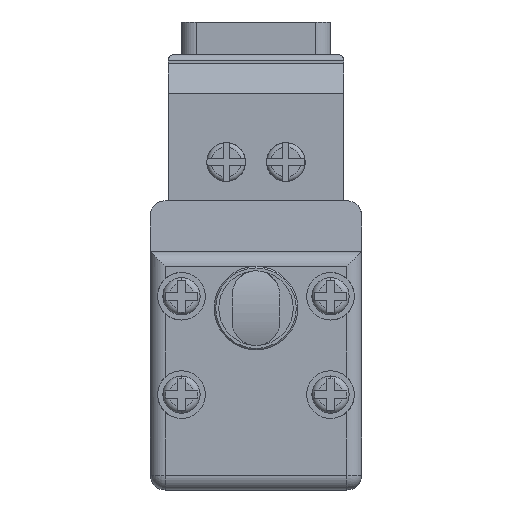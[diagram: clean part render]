
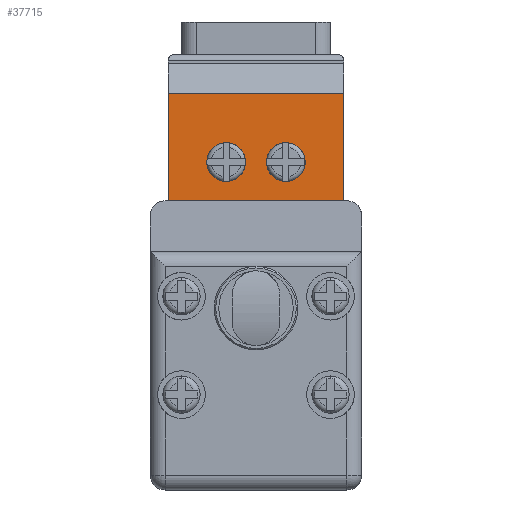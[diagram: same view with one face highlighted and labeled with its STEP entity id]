
A CAD part, left-side view. The second image highlights one B-rep face of the part: STEP entity #37715.
In plain terms, the highlighted planar face has unit normal (-1, 0, 0).
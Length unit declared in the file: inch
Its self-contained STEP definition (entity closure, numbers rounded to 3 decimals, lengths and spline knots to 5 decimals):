
#1 = AXIS2_PLACEMENT_3D ( 'NONE', #12522, #46198, #42293 ) ;
#335 = DIRECTION ( 'NONE',  ( 0., -1., 0. ) ) ;
#982 = CARTESIAN_POINT ( 'NONE',  ( -1.06, 0.26309, 0.12 ) ) ;
#1061 = DIRECTION ( 'NONE',  ( 0., 0., 1. ) ) ;
#1326 = AXIS2_PLACEMENT_3D ( 'NONE', #29633, #33406, #32921 ) ;
#1956 = VECTOR ( 'NONE', #43877, 39.37008 ) ;
#2682 = CARTESIAN_POINT ( 'NONE',  ( -1.06, 0.1, -0.22235 ) ) ;
#2845 = DIRECTION ( 'NONE',  ( 0., 0., 1. ) ) ;
#3462 = VERTEX_POINT ( 'NONE', #26341 ) ;
#3523 = ORIENTED_EDGE ( 'NONE', *, *, #40540, .F. ) ;
#3868 = DIRECTION ( 'NONE',  ( 0., 1., 0. ) ) ;
#4258 = CARTESIAN_POINT ( 'NONE',  ( -1.06, -0.1, 0.25 ) ) ;
#4388 = AXIS2_PLACEMENT_3D ( 'NONE', #36785, #14435, #33205 ) ;
#4646 = EDGE_CURVE ( 'NONE', #29094, #12452, #14194, .T. ) ;
#5056 = VECTOR ( 'NONE', #15035, 39.37008 ) ;
#5078 = ORIENTED_EDGE ( 'NONE', *, *, #7550, .T. ) ;
#5172 = LINE ( 'NONE', #2682, #41262 ) ;
#5549 = CARTESIAN_POINT ( 'NONE',  ( -1.06, 0.1, 0.12 ) ) ;
#5550 = DIRECTION ( 'NONE',  ( 1., 0., 0. ) ) ;
#5769 = ORIENTED_EDGE ( 'NONE', *, *, #18546, .T. ) ;
#6043 = CARTESIAN_POINT ( 'NONE',  ( -1.06, -0.1, -0.22235 ) ) ;
#7085 = VERTEX_POINT ( 'NONE', #22252 ) ;
#7119 = EDGE_CURVE ( 'NONE', #12452, #3462, #45871, .T. ) ;
#7550 = EDGE_CURVE ( 'NONE', #36428, #15960, #13734, .T. ) ;
#7642 = EDGE_CURVE ( 'NONE', #11688, #35286, #21302, .T. ) ;
#8432 = VERTEX_POINT ( 'NONE', #8744 ) ;
#8626 = FACE_BOUND ( 'NONE', #20575, .T. ) ;
#8744 = CARTESIAN_POINT ( 'NONE',  ( -1.06, -0.26309, 0.12 ) ) ;
#9001 = LINE ( 'NONE', #39688, #1956 ) ;
#9163 = CARTESIAN_POINT ( 'NONE',  ( -1.06, 0.355, 0.12 ) ) ;
#9428 = DIRECTION ( 'NONE',  ( 0., 0., 1. ) ) ;
#10762 = AXIS2_PLACEMENT_3D ( 'NONE', #31461, #5550, #38787 ) ;
#11093 = CARTESIAN_POINT ( 'NONE',  ( -1.06, 0.1, 0.185 ) ) ;
#11688 = VERTEX_POINT ( 'NONE', #35492 ) ;
#11912 = VECTOR ( 'NONE', #23484, 39.37008 ) ;
#11934 = CARTESIAN_POINT ( 'NONE',  ( -1.06, -0.1, 0.185 ) ) ;
#12452 = VERTEX_POINT ( 'NONE', #45005 ) ;
#12490 = ORIENTED_EDGE ( 'NONE', *, *, #28983, .F. ) ;
#12522 = CARTESIAN_POINT ( 'NONE',  ( -1.06, 0.1, 0.25 ) ) ;
#12719 = LINE ( 'NONE', #28566, #35426 ) ;
#12986 = ORIENTED_EDGE ( 'NONE', *, *, #39050, .F. ) ;
#12993 = CARTESIAN_POINT ( 'NONE',  ( -1.06, -0.295, 0.58 ) ) ;
#13123 = VERTEX_POINT ( 'NONE', #11093 ) ;
#13734 = LINE ( 'NONE', #18940, #5056 ) ;
#14194 = LINE ( 'NONE', #12993, #18267 ) ;
#14435 = DIRECTION ( 'NONE',  ( 1., 0., 0. ) ) ;
#14723 = ORIENTED_EDGE ( 'NONE', *, *, #7119, .T. ) ;
#14790 = CARTESIAN_POINT ( 'NONE',  ( -1.06, 0.26309, -0.04 ) ) ;
#15035 = DIRECTION ( 'NONE',  ( 0., -1., 0. ) ) ;
#15205 = CARTESIAN_POINT ( 'NONE',  ( -1.06, -0.26309, -0.22235 ) ) ;
#15320 = EDGE_LOOP ( 'NONE', ( #17270, #22853 ) ) ;
#15388 = ORIENTED_EDGE ( 'NONE', *, *, #33590, .F. ) ;
#15693 = ORIENTED_EDGE ( 'NONE', *, *, #4646, .T. ) ;
#15921 = CIRCLE ( 'NONE', #1326, 0.065 ) ;
#15960 = VERTEX_POINT ( 'NONE', #28552 ) ;
#16165 = VERTEX_POINT ( 'NONE', #19078 ) ;
#16404 = LINE ( 'NONE', #15205, #47918 ) ;
#17270 = ORIENTED_EDGE ( 'NONE', *, *, #20263, .T. ) ;
#17349 = EDGE_CURVE ( 'NONE', #32469, #17417, #20576, .T. ) ;
#17417 = VERTEX_POINT ( 'NONE', #11934 ) ;
#17834 = CARTESIAN_POINT ( 'NONE',  ( -1.06, -0.295, 0.12 ) ) ;
#17928 = EDGE_LOOP ( 'NONE', ( #15693, #14723, #40917, #33045, #15388, #28173, #25768, #18977, #12490, #5078, #5769, #18318 ) ) ;
#18267 = VECTOR ( 'NONE', #9428, 39.37008 ) ;
#18318 = ORIENTED_EDGE ( 'NONE', *, *, #39570, .T. ) ;
#18546 = EDGE_CURVE ( 'NONE', #15960, #8432, #16404, .T. ) ;
#18839 = DIRECTION ( 'NONE',  ( 0., -1., 0. ) ) ;
#18933 = EDGE_CURVE ( 'NONE', #7085, #33330, #42622, .T. ) ;
#18940 = CARTESIAN_POINT ( 'NONE',  ( -1.06, -0.1, -0.04 ) ) ;
#18977 = ORIENTED_EDGE ( 'NONE', *, *, #25173, .T. ) ;
#19078 = CARTESIAN_POINT ( 'NONE',  ( -1.06, 0.1, 0.315 ) ) ;
#19143 = CARTESIAN_POINT ( 'NONE',  ( -1.06, 0.295, 0.48 ) ) ;
#20263 = EDGE_CURVE ( 'NONE', #17417, #32469, #47157, .T. ) ;
#20575 = EDGE_LOOP ( 'NONE', ( #12986, #3523 ) ) ;
#20576 = CIRCLE ( 'NONE', #35669, 0.065 ) ;
#21302 = LINE ( 'NONE', #30865, #41708 ) ;
#21564 = DIRECTION ( 'NONE',  ( 0., 0., 1. ) ) ;
#22192 = VECTOR ( 'NONE', #335, 39.37008 ) ;
#22252 = CARTESIAN_POINT ( 'NONE',  ( -1.06, 0.295, 0.12 ) ) ;
#22320 = DIRECTION ( 'NONE',  ( 0., 0., 1. ) ) ;
#22853 = ORIENTED_EDGE ( 'NONE', *, *, #17349, .T. ) ;
#23105 = EDGE_CURVE ( 'NONE', #11688, #48342, #5172, .T. ) ;
#23484 = DIRECTION ( 'NONE',  ( 0., -1., 0. ) ) ;
#23523 = LINE ( 'NONE', #9163, #11912 ) ;
#25173 = EDGE_CURVE ( 'NONE', #48342, #35389, #23523, .T. ) ;
#25668 = PLANE ( 'NONE',  #4388 ) ;
#25768 = ORIENTED_EDGE ( 'NONE', *, *, #23105, .T. ) ;
#26071 = CARTESIAN_POINT ( 'NONE',  ( -1.06, 0.355, 0.12 ) ) ;
#26341 = CARTESIAN_POINT ( 'NONE',  ( -1.06, 0.295, 0.48 ) ) ;
#26699 = DIRECTION ( 'NONE',  ( 1., 0., 0. ) ) ;
#26922 = DIRECTION ( 'NONE',  ( 0., 1., 0. ) ) ;
#28173 = ORIENTED_EDGE ( 'NONE', *, *, #7642, .F. ) ;
#28481 = DIRECTION ( 'NONE',  ( 0., 0., 1. ) ) ;
#28552 = CARTESIAN_POINT ( 'NONE',  ( -1.06, -0.26309, -0.04 ) ) ;
#28566 = CARTESIAN_POINT ( 'NONE',  ( -1.06, 0.295, 0.58 ) ) ;
#28782 = VECTOR ( 'NONE', #18839, 39.37008 ) ;
#28983 = EDGE_CURVE ( 'NONE', #36428, #35389, #35489, .T. ) ;
#29094 = VERTEX_POINT ( 'NONE', #17834 ) ;
#29633 = CARTESIAN_POINT ( 'NONE',  ( -1.06, 0.1, 0.25 ) ) ;
#30865 = CARTESIAN_POINT ( 'NONE',  ( -1.06, 0.1, -0.04 ) ) ;
#31461 = CARTESIAN_POINT ( 'NONE',  ( -1.06, -0.1, 0.25 ) ) ;
#31666 = CARTESIAN_POINT ( 'NONE',  ( -1.06, -0.1, 0.12 ) ) ;
#32469 = VERTEX_POINT ( 'NONE', #40509 ) ;
#32921 = DIRECTION ( 'NONE',  ( 0., 0., -1. ) ) ;
#33045 = ORIENTED_EDGE ( 'NONE', *, *, #18933, .T. ) ;
#33205 = DIRECTION ( 'NONE',  ( 0., 0., -1. ) ) ;
#33330 = VERTEX_POINT ( 'NONE', #982 ) ;
#33406 = DIRECTION ( 'NONE',  ( -1., 0., 0. ) ) ;
#33590 = EDGE_CURVE ( 'NONE', #35286, #33330, #9001, .T. ) ;
#35286 = VERTEX_POINT ( 'NONE', #14790 ) ;
#35389 = VERTEX_POINT ( 'NONE', #31666 ) ;
#35426 = VECTOR ( 'NONE', #21564, 39.37008 ) ;
#35489 = LINE ( 'NONE', #6043, #47121 ) ;
#35492 = CARTESIAN_POINT ( 'NONE',  ( -1.06, 0.1, -0.04 ) ) ;
#35669 = AXIS2_PLACEMENT_3D ( 'NONE', #4258, #26699, #22320 ) ;
#35852 = CIRCLE ( 'NONE', #1, 0.065 ) ;
#36428 = VERTEX_POINT ( 'NONE', #48315 ) ;
#36785 = CARTESIAN_POINT ( 'NONE',  ( -1.06, 0.295, 0.58 ) ) ;
#37715 = ADVANCED_FACE ( 'NONE', ( #44112, #8626, #41821 ), #25668, .F. ) ;
#37717 = VECTOR ( 'NONE', #3868, 39.37008 ) ;
#38787 = DIRECTION ( 'NONE',  ( 0., 0., 1. ) ) ;
#39050 = EDGE_CURVE ( 'NONE', #13123, #16165, #35852, .T. ) ;
#39570 = EDGE_CURVE ( 'NONE', #8432, #29094, #47460, .T. ) ;
#39688 = CARTESIAN_POINT ( 'NONE',  ( -1.06, 0.26309, -0.22235 ) ) ;
#40509 = CARTESIAN_POINT ( 'NONE',  ( -1.06, -0.1, 0.315 ) ) ;
#40540 = EDGE_CURVE ( 'NONE', #16165, #13123, #15921, .T. ) ;
#40917 = ORIENTED_EDGE ( 'NONE', *, *, #44588, .F. ) ;
#41213 = CARTESIAN_POINT ( 'NONE',  ( -1.06, 0.355, 0.12 ) ) ;
#41262 = VECTOR ( 'NONE', #2845, 39.37008 ) ;
#41708 = VECTOR ( 'NONE', #26922, 39.37008 ) ;
#41821 = FACE_OUTER_BOUND ( 'NONE', #17928, .T. ) ;
#42293 = DIRECTION ( 'NONE',  ( 0., 0., -1. ) ) ;
#42622 = LINE ( 'NONE', #41213, #22192 ) ;
#43877 = DIRECTION ( 'NONE',  ( 0., 0., 1. ) ) ;
#44112 = FACE_BOUND ( 'NONE', #15320, .T. ) ;
#44588 = EDGE_CURVE ( 'NONE', #7085, #3462, #12719, .T. ) ;
#45005 = CARTESIAN_POINT ( 'NONE',  ( -1.06, -0.295, 0.48 ) ) ;
#45871 = LINE ( 'NONE', #19143, #37717 ) ;
#46198 = DIRECTION ( 'NONE',  ( -1., 0., 0. ) ) ;
#47121 = VECTOR ( 'NONE', #28481, 39.37008 ) ;
#47157 = CIRCLE ( 'NONE', #10762, 0.065 ) ;
#47460 = LINE ( 'NONE', #26071, #28782 ) ;
#47918 = VECTOR ( 'NONE', #1061, 39.37008 ) ;
#48315 = CARTESIAN_POINT ( 'NONE',  ( -1.06, -0.1, -0.04 ) ) ;
#48342 = VERTEX_POINT ( 'NONE', #5549 ) ;
